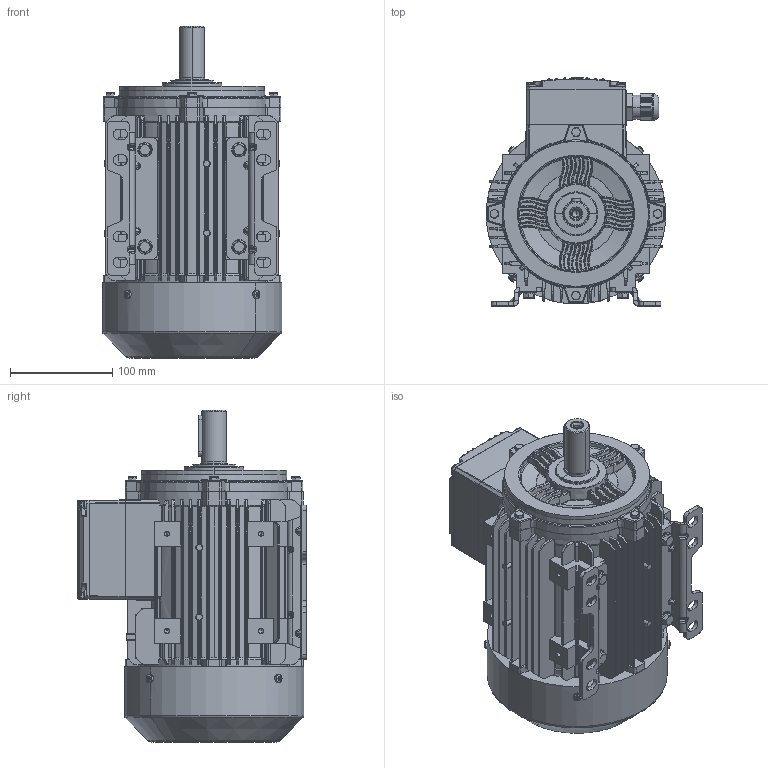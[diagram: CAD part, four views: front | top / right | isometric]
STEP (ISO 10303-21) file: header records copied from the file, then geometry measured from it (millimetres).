
FILE_DESCRIPTION (( 'STEP AP214' ), '1' );
FILE_NAME ('2EL090L2_PD_K1-A.STEP', '2019-07-11T12:12:29', ( '' ), ( '' ), 'SwSTEP 2.0', 'SolidWorks 2019', '' );
FILE_SCHEMA (( 'AUTOMOTIVE_DESIGN' ));
Products named in the file (1): 2EL090L2_PD_K1-A
Bounding box: 175.33 x 223.08 x 324.62 mm (x, y, z)
Volume: 5778566.6 mm3; surface area: 431291.3 mm2
Topology: 1 solids, 53 shells, 4395 faces, 11087 edges, 6886 vertices
Faces by surface type: cylinder 1400, plane 1270, bspline 717, cone 617, torus 293, sphere 98
Entity records: 152121 total; most frequent: CARTESIAN_POINT 52787, ORIENTED_EDGE 22038, DIRECTION 19648, EDGE_CURVE 11019, AXIS2_PLACEMENT_3D 7747, VERTEX_POINT 6886, EDGE_LOOP 4667, ADVANCED_FACE 4395
